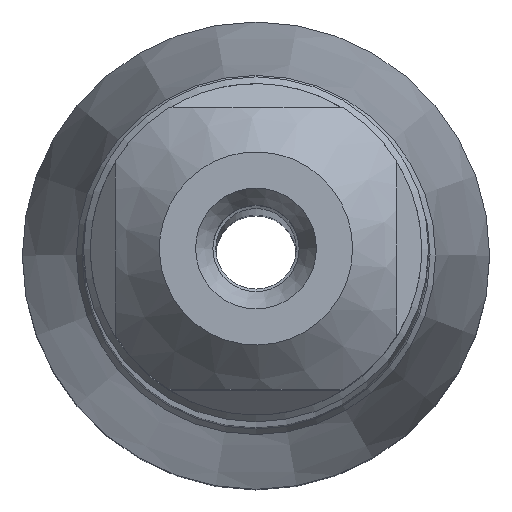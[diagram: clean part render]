
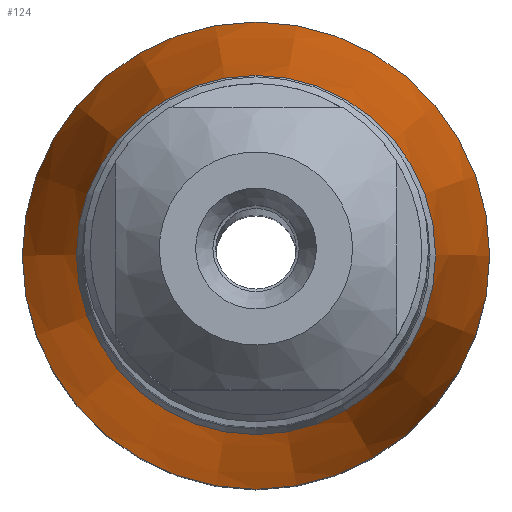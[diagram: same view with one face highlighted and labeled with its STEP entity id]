
A CAD part, top view. The second image highlights one B-rep face of the part: STEP entity #124.
In plain terms, the highlighted conical face has half-angle 8 degrees and reference radius 3.123 mm.
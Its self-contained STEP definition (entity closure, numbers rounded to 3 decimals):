
#97=CONICAL_SURFACE('',#527,3.123,8.);
#124=ADVANCED_FACE('',(#168,#169),#97,.T.);
#168=FACE_BOUND('',#220,.T.);
#169=FACE_BOUND('',#221,.T.);
#220=EDGE_LOOP('',(#310));
#221=EDGE_LOOP('',(#311));
#310=ORIENTED_EDGE('',*,*,#397,.F.);
#311=ORIENTED_EDGE('',*,*,#401,.T.);
#352=VERTEX_POINT('',#819);
#356=VERTEX_POINT('',#830);
#397=EDGE_CURVE('',#352,#352,#422,.T.);
#401=EDGE_CURVE('',#356,#356,#426,.T.);
#422=CIRCLE('',#519,3.123);
#426=CIRCLE('',#526,4.063);
#519=AXIS2_PLACEMENT_3D('',#818,#638,#639);
#526=AXIS2_PLACEMENT_3D('',#829,#652,#653);
#527=AXIS2_PLACEMENT_3D('',#831,#654,#655);
#638=DIRECTION('',(0.,0.,1.));
#639=DIRECTION('',(1.,0.,0.));
#652=DIRECTION('',(0.,0.,1.));
#653=DIRECTION('',(-1.,0.,0.));
#654=DIRECTION('',(0.,0.,-1.));
#655=DIRECTION('',(-1.,0.,0.));
#818=CARTESIAN_POINT('',(0.,0.,-65.));
#819=CARTESIAN_POINT('',(3.123,0.,-65.));
#829=CARTESIAN_POINT('',(0.,0.,-71.693));
#830=CARTESIAN_POINT('',(-4.063,0.,-71.693));
#831=CARTESIAN_POINT('',(0.,0.,-65.));
